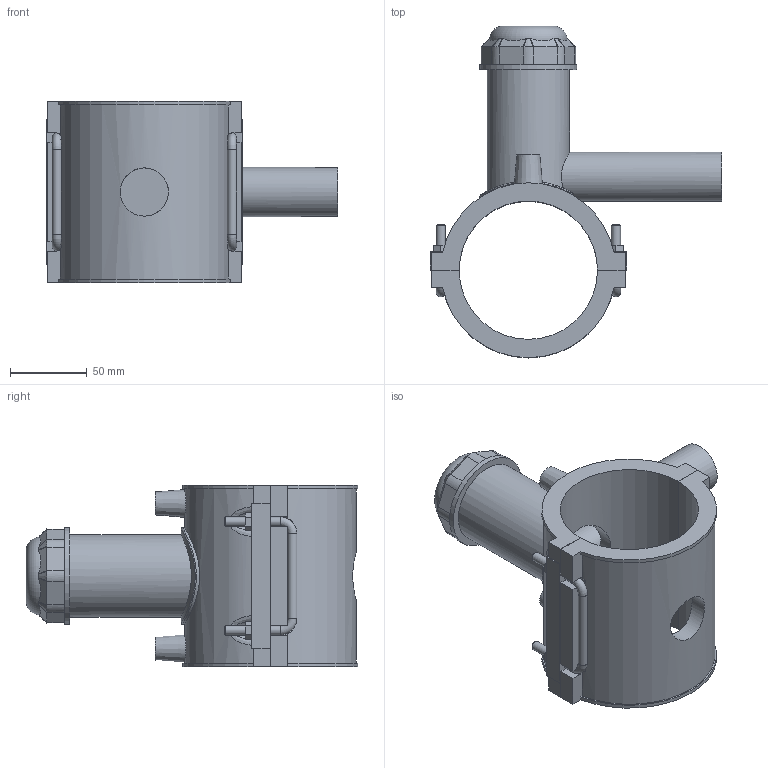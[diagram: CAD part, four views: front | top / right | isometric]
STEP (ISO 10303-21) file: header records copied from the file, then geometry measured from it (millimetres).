
FILE_DESCRIPTION(/* description */ ('PLASSON TAPPING SADDLE 90x32'),/* implementation_level */ '2;1');
FILE_NAME(/* name */ '496304090032.ipt.stp',/* time_stamp */ '2018-05-02T16:15:46+03:00',/* author */ ('KIM'),/* organization */ (''),/* preprocessor_version */ 'ST-DEVELOPER v15.6',/* originating_system */ 'Autodesk Inventor 2015',/* authorisation */ '');
FILE_SCHEMA (('AUTOMOTIVE_DESIGN { 1 0 10303 214 3 1 1 }'));
Length unit declared in the file: millimetre
Products named in the file (1): 496304090032
Bounding box: 190 x 215.92 x 118 mm (x, y, z)
Volume: 588478.4 mm3; surface area: 152258 mm2
Topology: 1 solids, 3 shells, 224 faces, 562 edges, 358 vertices
Faces by surface type: plane 125, cylinder 55, bspline 21, cone 14, torus 9
Full cylindrical faces by diameter (mm): 4 x2, 6 x8, 10 x2, 25.6 x1, 31.36 x1, 32 x1, 44.1 x1, 53.55 x1, 63 x1
Entity records: 8089 total; most frequent: CARTESIAN_POINT 2967, ORIENTED_EDGE 1092, DIRECTION 953, EDGE_CURVE 536, VERTEX_POINT 353, AXIS2_PLACEMENT_3D 327, LINE 299, VECTOR 299
